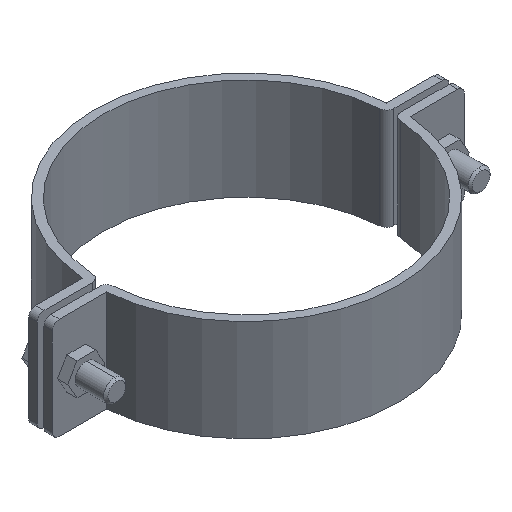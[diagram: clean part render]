
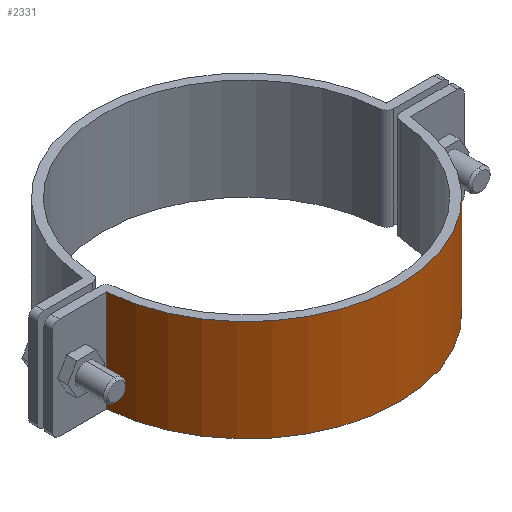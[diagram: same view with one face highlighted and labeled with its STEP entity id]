
A CAD part, isometric view. The second image highlights one B-rep face of the part: STEP entity #2331.
In plain terms, the highlighted cylindrical face has radius 45 mm (diameter 90 mm), a partial arc.
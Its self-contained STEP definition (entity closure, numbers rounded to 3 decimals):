
#159 = DIRECTION ( 'NONE',  ( 1., 0., 0. ) ) ;
#191 = CARTESIAN_POINT ( 'NONE',  ( 44.864, -3.5, 15. ) ) ;
#211 = VERTEX_POINT ( 'NONE', #2348 ) ;
#278 = CARTESIAN_POINT ( 'NONE',  ( 0., 0., 15. ) ) ;
#359 = EDGE_CURVE ( 'NONE', #499, #211, #789, .T. ) ;
#376 = AXIS2_PLACEMENT_3D ( 'NONE', #1217, #1259, #1050 ) ;
#378 = DIRECTION ( 'NONE',  ( 0., 0., -1. ) ) ;
#460 = DIRECTION ( 'NONE',  ( 0., 0., -1. ) ) ;
#499 = VERTEX_POINT ( 'NONE', #191 ) ;
#529 = DIRECTION ( 'NONE',  ( 0., 0., -1. ) ) ;
#564 = CARTESIAN_POINT ( 'NONE',  ( -44.864, -3.5, 15. ) ) ;
#648 = VECTOR ( 'NONE', #378, 1000. ) ;
#651 = ORIENTED_EDGE ( 'NONE', *, *, #2110, .T. ) ;
#753 = CIRCLE ( 'NONE', #376, 45. ) ;
#789 = LINE ( 'NONE', #2225, #648 ) ;
#971 = LINE ( 'NONE', #564, #1386 ) ;
#1050 = DIRECTION ( 'NONE',  ( 1., 0., 0. ) ) ;
#1064 = ORIENTED_EDGE ( 'NONE', *, *, #2216, .F. ) ;
#1217 = CARTESIAN_POINT ( 'NONE',  ( 0., 0., 15. ) ) ;
#1259 = DIRECTION ( 'NONE',  ( 0., 0., 1. ) ) ;
#1266 = ORIENTED_EDGE ( 'NONE', *, *, #2023, .T. ) ;
#1304 = CYLINDRICAL_SURFACE ( 'NONE', #2577, 45. ) ;
#1316 = FACE_OUTER_BOUND ( 'NONE', #1837, .T. ) ;
#1336 = CIRCLE ( 'NONE', #1685, 45. ) ;
#1386 = VECTOR ( 'NONE', #529, 1000. ) ;
#1519 = DIRECTION ( 'NONE',  ( -1., 0., 0. ) ) ;
#1685 = AXIS2_PLACEMENT_3D ( 'NONE', #1785, #2402, #159 ) ;
#1785 = CARTESIAN_POINT ( 'NONE',  ( 0., 0., -15. ) ) ;
#1837 = EDGE_LOOP ( 'NONE', ( #1266, #2071, #1064, #651 ) ) ;
#2023 = EDGE_CURVE ( 'NONE', #2481, #211, #1336, .T. ) ;
#2071 = ORIENTED_EDGE ( 'NONE', *, *, #359, .F. ) ;
#2110 = EDGE_CURVE ( 'NONE', #2315, #2481, #971, .T. ) ;
#2140 = CARTESIAN_POINT ( 'NONE',  ( -44.864, -3.5, 15. ) ) ;
#2216 = EDGE_CURVE ( 'NONE', #2315, #499, #753, .T. ) ;
#2225 = CARTESIAN_POINT ( 'NONE',  ( 44.864, -3.5, 15. ) ) ;
#2315 = VERTEX_POINT ( 'NONE', #2140 ) ;
#2331 = ADVANCED_FACE ( 'NONE', ( #1316 ), #1304, .T. ) ;
#2348 = CARTESIAN_POINT ( 'NONE',  ( 44.864, -3.5, -15. ) ) ;
#2402 = DIRECTION ( 'NONE',  ( 0., 0., 1. ) ) ;
#2481 = VERTEX_POINT ( 'NONE', #2621 ) ;
#2577 = AXIS2_PLACEMENT_3D ( 'NONE', #278, #460, #1519 ) ;
#2621 = CARTESIAN_POINT ( 'NONE',  ( -44.864, -3.5, -15. ) ) ;
